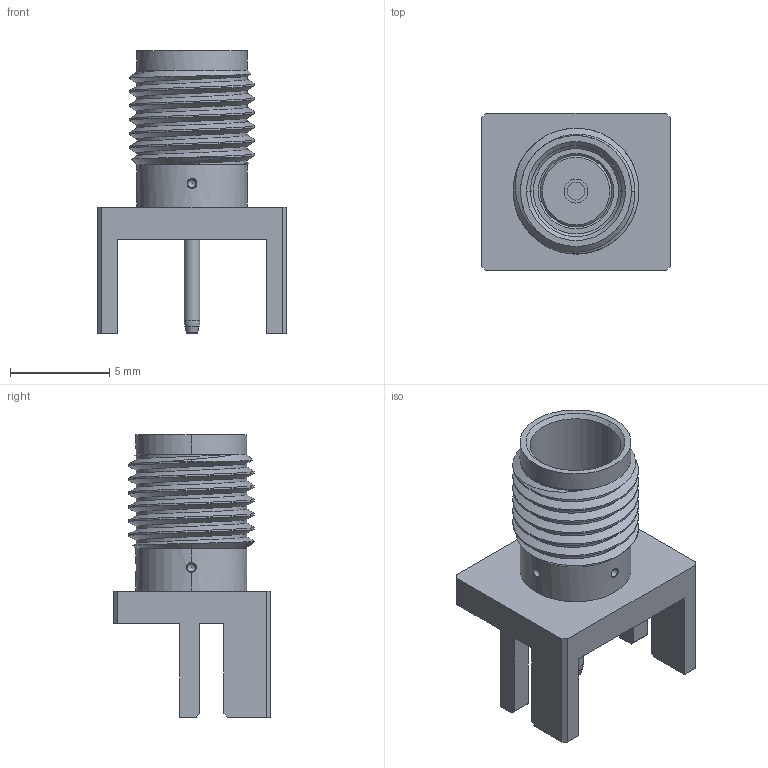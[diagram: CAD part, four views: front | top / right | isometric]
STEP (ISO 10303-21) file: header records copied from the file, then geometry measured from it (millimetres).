
FILE_DESCRIPTION (( 'STEP AP214' ), '1' );
FILE_NAME ('CONSMA020.042-G.STEP', '2021-12-14T15:29:26', ( '' ), ( '' ), 'SwSTEP 2.0', 'SolidWorks 2017', '' );
FILE_SCHEMA (( 'AUTOMOTIVE_DESIGN' ));
Length unit declared in the file: millimetre
Products named in the file (1): CONSMA020.042-G
Bounding box: 9.52 x 7.92 x 14.27 mm (x, y, z)
Volume: 296.7 mm3; surface area: 719.1 mm2
Topology: 4 solids, 4 shells, 117 faces, 288 edges, 183 vertices
Faces by surface type: plane 40, cylinder 35, cone 20, bspline 14, sphere 4, torus 4
Entity records: 5576 total; most frequent: CARTESIAN_POINT 2960, ORIENTED_EDGE 552, DIRECTION 496, EDGE_CURVE 276, AXIS2_PLACEMENT_3D 182, VERTEX_POINT 175, LINE 132, VECTOR 132
